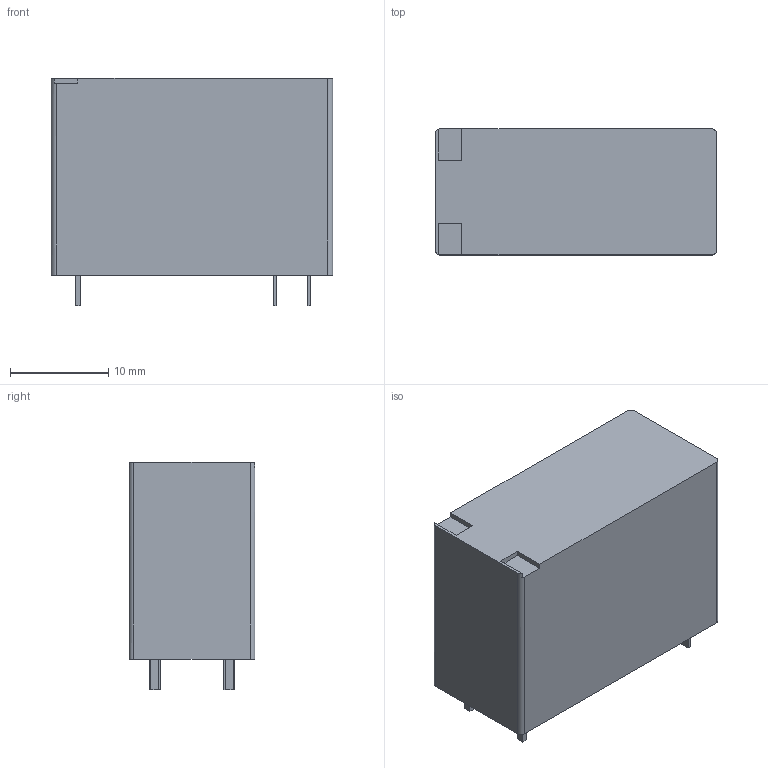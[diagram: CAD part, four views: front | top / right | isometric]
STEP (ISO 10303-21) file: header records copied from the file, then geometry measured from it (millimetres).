
FILE_DESCRIPTION(('FreeCAD Model'),'2;1');
FILE_NAME('Relay_SPST_Panasonic_JW1_FormA.step','2018-01-29T22:38:13',( 'kicad StepUp'),('ksu MCAD'),'Open CASCADE STEP processor 6.8', 'FreeCAD','Unknown');
FILE_SCHEMA(('AUTOMOTIVE_DESIGN_CC2 { 1 2 10303 214 -1 1 5 4 }'));
Length unit declared in the file: millimetre
Products named in the file (1): Relay_SPST_Panasonic_JW1_FormA
Bounding box: 28.6 x 12.8 x 23.1 mm (x, y, z)
Volume: 7314.2 mm3; surface area: 2410.4 mm2
Topology: 1 solids, 1 shells, 38 faces, 96 edges, 64 vertices
Faces by surface type: plane 34, cylinder 4
Entity records: 825 total; most frequent: ORIENTED_EDGE 141, CARTESIAN_POINT 123, EDGE_CURVE 96, LINE 86, VERTEX_POINT 64, AXIS2_PLACEMENT_3D 49, FACE_BOUND 42, EDGE_LOOP 42
